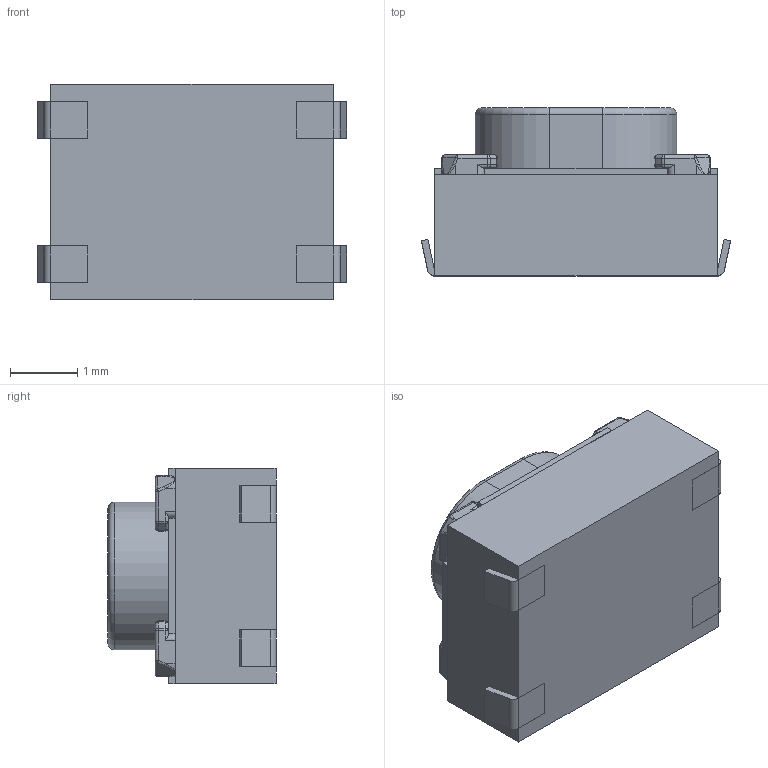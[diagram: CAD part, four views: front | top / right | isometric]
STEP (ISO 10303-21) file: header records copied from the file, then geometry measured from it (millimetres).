
FILE_DESCRIPTION (( 'STEP AP214' ), '1' );
FILE_NAME ('SKRPABE010.STEP', '2025-01-08T03:40:38', ( 'LENOVO' ), ( '' ), 'SwSTEP 2.0', 'SolidWorks 2021', '' );
FILE_SCHEMA (( 'AUTOMOTIVE_DESIGN' ));
Length unit declared in the file: millimetre
Products named in the file (1): SKRPABE010
Bounding box: 4.6 x 2.5 x 3.2 mm (x, y, z)
Volume: 26.7 mm3; surface area: 90.4 mm2
Topology: 7 solids, 7 shells, 306 faces, 772 edges, 448 vertices
Faces by surface type: plane 138, cylinder 110, sphere 40, bspline 16, torus 2
Entity records: 9178 total; most frequent: CARTESIAN_POINT 2043, ORIENTED_EDGE 1472, DIRECTION 1460, EDGE_CURVE 736, AXIS2_PLACEMENT_3D 497, VECTOR 466, LINE 466, VERTEX_POINT 448
